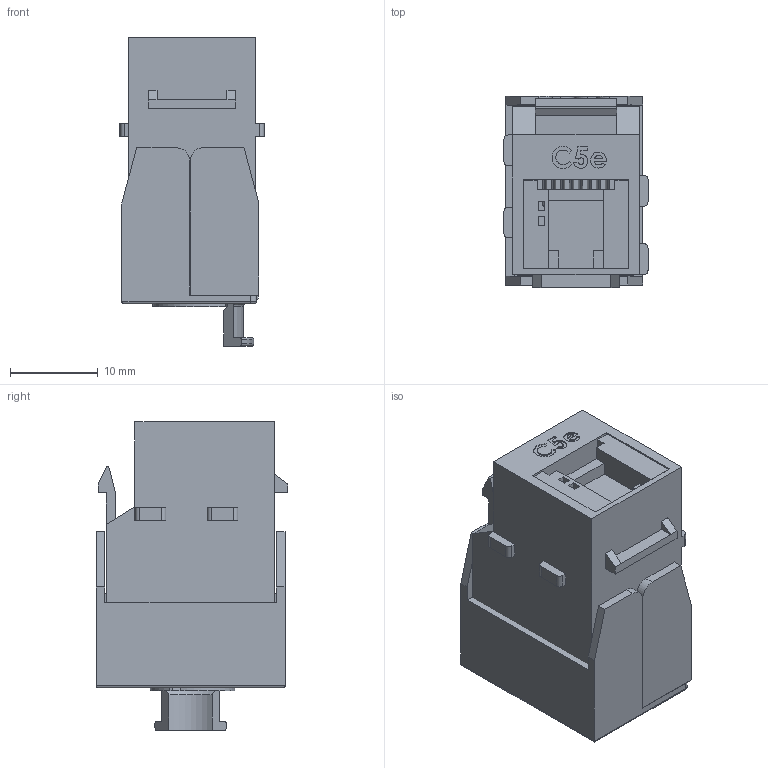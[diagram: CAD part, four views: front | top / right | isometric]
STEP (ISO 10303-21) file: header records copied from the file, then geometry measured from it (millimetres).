
FILE_DESCRIPTION (( 'STEP AP214' ), '1' );
FILE_NAME ('RJTLC5ES-POE.STEP', '2018-01-15T13:30:31', ( '' ), ( '' ), 'SwSTEP 2.0', 'SolidWorks 2014', '' );
FILE_SCHEMA (( 'AUTOMOTIVE_DESIGN' ));
Length unit declared in the file: inch
Products named in the file (5): RJTLC5ES-POE; QKDABLC-MA4; QKDABLC-MA2; QKDABLC-MA1; QKDABLC-MA3
Assembly tree (4 placements, depth 2):
  RJTLC5ES-POE
    QKDABLC-MA3
    QKDABLC-MA1
    QKDABLC-MA2
    QKDABLC-MA4
Bounding box: 16.46 x 21.92 x 35.23 mm (x, y, z)
Volume: 6784.5 mm3; surface area: 7701.5 mm2
Topology: 4 solids, 4 shells, 438 faces, 1221 edges, 804 vertices
Faces by surface type: plane 291, cylinder 114, bspline 25, torus 7, cone 1
Entity records: 18323 total; most frequent: CARTESIAN_POINT 4267, ORIENTED_EDGE 2442, DIRECTION 2123, EDGE_CURVE 1221, VECTOR 907, LINE 907, VERTEX_POINT 804, AXIS2_PLACEMENT_3D 608
